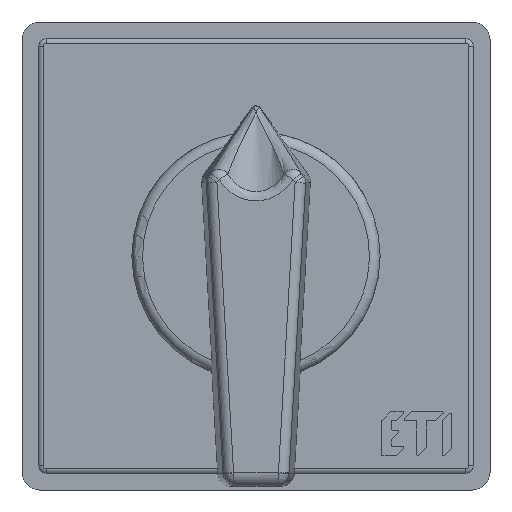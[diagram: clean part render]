
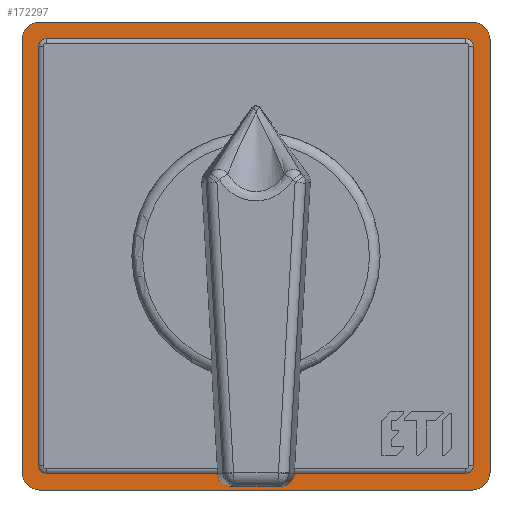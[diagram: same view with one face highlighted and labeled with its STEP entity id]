
A CAD part, front view. The second image highlights one B-rep face of the part: STEP entity #172297.
In plain terms, the highlighted planar face has unit normal (0, -1, 0).
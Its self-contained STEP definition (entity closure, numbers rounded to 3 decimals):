
#171884=DIRECTION('',(0.,0.,-1.));
#171885=VECTOR('',#171884,61.);
#171886=CARTESIAN_POINT('',(26.226,-26.343,
40.917));
#171887=LINE('',#171886,#171885);
#171891=CARTESIAN_POINT('',(23.726,-26.343,
-20.083));
#171892=DIRECTION('',(0.,1.,0.));
#171893=DIRECTION('',(1.,0.,0.));
#171894=AXIS2_PLACEMENT_3D('',#171891,#171892,#171893);
#171899=DIRECTION('',(-1.,0.,0.));
#171900=VECTOR('',#171899,61.);
#171901=CARTESIAN_POINT('',(23.726,-26.343,
-22.583));
#171902=LINE('',#171901,#171900);
#171906=CARTESIAN_POINT('',(-37.274,-26.343,
-20.083));
#171907=DIRECTION('',(0.,1.,0.));
#171908=DIRECTION('',(0.,0.,-1.));
#171909=AXIS2_PLACEMENT_3D('',#171906,#171907,#171908);
#171914=DIRECTION('',(0.,0.,1.));
#171915=VECTOR('',#171914,61.);
#171916=CARTESIAN_POINT('',(-39.774,-26.343,
-20.083));
#171917=LINE('',#171916,#171915);
#171921=CARTESIAN_POINT('',(-37.274,-26.343,
40.917));
#171922=DIRECTION('',(0.,1.,0.));
#171923=DIRECTION('',(-1.,0.,0.));
#171924=AXIS2_PLACEMENT_3D('',#171921,#171922,#171923);
#171929=DIRECTION('',(1.,0.,0.));
#171930=VECTOR('',#171929,61.);
#171931=CARTESIAN_POINT('',(-37.274,-26.343,
43.417));
#171932=LINE('',#171931,#171930);
#171936=CARTESIAN_POINT('',(23.726,-26.343,
40.917));
#171937=DIRECTION('',(0.,1.,0.));
#171938=DIRECTION('',(0.,0.,1.));
#171939=AXIS2_PLACEMENT_3D('',#171936,#171937,#171938);
#171944=CARTESIAN_POINT('',(22.826,-26.343,
-19.183));
#171945=DIRECTION('',(0.,-1.,0.));
#171946=DIRECTION('',(0.,0.,-1.));
#171947=AXIS2_PLACEMENT_3D('',#171944,#171945,#171946);
#171952=CARTESIAN_POINT('',(22.826,-26.343,
40.017));
#171953=DIRECTION('',(0.,-1.,0.));
#171954=DIRECTION('',(1.,0.,0.));
#171955=AXIS2_PLACEMENT_3D('',#171952,#171953,#171954);
#171960=CARTESIAN_POINT('',(-36.374,-26.343,
40.017));
#171961=DIRECTION('',(0.,-1.,0.));
#171962=DIRECTION('',(0.,0.,1.));
#171963=AXIS2_PLACEMENT_3D('',#171960,#171961,#171962);
#171968=CARTESIAN_POINT('',(-36.374,-26.343,
-19.183));
#171969=DIRECTION('',(0.,-1.,0.));
#171970=DIRECTION('',(-1.,0.,0.));
#171971=AXIS2_PLACEMENT_3D('',#171968,#171969,#171970);
#172053=DIRECTION('',(0.,0.,-1.));
#172054=VECTOR('',#172053,59.2);
#172055=CARTESIAN_POINT('',(23.85,-26.343,
40.017));
#172056=LINE('',#172055,#172054);
#172074=DIRECTION('',(1.,0.,0.));
#172075=VECTOR('',#172074,59.2);
#172076=CARTESIAN_POINT('',(-36.374,-26.343,
41.041));
#172077=LINE('',#172076,#172075);
#172095=DIRECTION('',(0.,0.,1.));
#172096=VECTOR('',#172095,59.2);
#172097=CARTESIAN_POINT('',(-37.399,-26.343,
-19.183));
#172098=LINE('',#172097,#172096);
#172116=DIRECTION('',(-1.,0.,0.));
#172117=VECTOR('',#172116,59.2);
#172118=CARTESIAN_POINT('',(22.826,-26.343,
-20.208));
#172119=LINE('',#172118,#172117);
#172155=CARTESIAN_POINT('',(-39.774,-26.343,
-20.083));
#172156=VERTEX_POINT('',#172155);
#172157=CARTESIAN_POINT('',(-39.774,-26.343,
40.917));
#172158=VERTEX_POINT('',#172157);
#172159=CARTESIAN_POINT('',(-37.274,-26.343,
-22.583));
#172160=VERTEX_POINT('',#172159);
#172161=CARTESIAN_POINT('',(26.226,-26.343,
40.917));
#172162=CARTESIAN_POINT('',(26.226,-26.343,
-20.083));
#172163=VERTEX_POINT('',#172161);
#172164=VERTEX_POINT('',#172162);
#172165=CARTESIAN_POINT('',(23.726,-26.343,
-22.583));
#172166=VERTEX_POINT('',#172165);
#172167=CARTESIAN_POINT('',(-37.274,-26.343,
43.417));
#172168=VERTEX_POINT('',#172167);
#172169=CARTESIAN_POINT('',(23.726,-26.343,
43.417));
#172170=VERTEX_POINT('',#172169);
#172171=CARTESIAN_POINT('',(22.826,-26.343,
-20.208));
#172172=CARTESIAN_POINT('',(23.85,-26.343,
-19.183));
#172173=VERTEX_POINT('',#172171);
#172174=VERTEX_POINT('',#172172);
#172175=CARTESIAN_POINT('',(23.85,-26.343,
40.017));
#172176=VERTEX_POINT('',#172175);
#172177=CARTESIAN_POINT('',(22.826,-26.343,
41.041));
#172178=VERTEX_POINT('',#172177);
#172179=CARTESIAN_POINT('',(-36.374,-26.343,
41.041));
#172180=VERTEX_POINT('',#172179);
#172181=CARTESIAN_POINT('',(-37.399,-26.343,
40.017));
#172182=VERTEX_POINT('',#172181);
#172183=CARTESIAN_POINT('',(-37.399,-26.343,
-19.183));
#172184=VERTEX_POINT('',#172183);
#172185=CARTESIAN_POINT('',(-36.374,-26.343,
-20.208));
#172186=VERTEX_POINT('',#172185);
#172258=CARTESIAN_POINT('',(-39.774,-26.343,
43.417));
#172259=DIRECTION('',(0.,1.,0.));
#172260=DIRECTION('',(0.,0.,1.));
#172261=AXIS2_PLACEMENT_3D('',#172258,#172259,#172260);
#172262=PLANE('',#172261);
#172264=ORIENTED_EDGE('',*,*,#172263,.T.);
#172266=ORIENTED_EDGE('',*,*,#172265,.T.);
#172268=ORIENTED_EDGE('',*,*,#172267,.T.);
#172269=ORIENTED_EDGE('',*,*,#172250,.T.);
#172270=ORIENTED_EDGE('',*,*,#172239,.T.);
#172272=ORIENTED_EDGE('',*,*,#172271,.T.);
#172274=ORIENTED_EDGE('',*,*,#172273,.T.);
#172276=ORIENTED_EDGE('',*,*,#172275,.T.);
#172277=EDGE_LOOP('',(#172264,#172266,#172268,#172269,#172270,#172272,#172274,
#172276));
#172278=FACE_OUTER_BOUND('',#172277,.F.);
#172280=ORIENTED_EDGE('',*,*,#172279,.T.);
#172282=ORIENTED_EDGE('',*,*,#172281,.F.);
#172284=ORIENTED_EDGE('',*,*,#172283,.T.);
#172286=ORIENTED_EDGE('',*,*,#172285,.F.);
#172288=ORIENTED_EDGE('',*,*,#172287,.T.);
#172290=ORIENTED_EDGE('',*,*,#172289,.F.);
#172292=ORIENTED_EDGE('',*,*,#172291,.T.);
#172294=ORIENTED_EDGE('',*,*,#172293,.F.);
#172295=EDGE_LOOP('',(#172280,#172282,#172284,#172286,#172288,#172290,#172292,
#172294));
#172296=FACE_BOUND('',#172295,.F.);
#171895=CIRCLE('',#171894,2.5);
#171910=CIRCLE('',#171909,2.5);
#171925=CIRCLE('',#171924,2.5);
#171940=CIRCLE('',#171939,2.5);
#171948=CIRCLE('',#171947,1.024);
#171956=CIRCLE('',#171955,1.024);
#171964=CIRCLE('',#171963,1.024);
#171972=CIRCLE('',#171971,1.024);
#172239=EDGE_CURVE('',#172156,#172158,#171917,.T.);
#172250=EDGE_CURVE('',#172160,#172156,#171910,.T.);
#172263=EDGE_CURVE('',#172163,#172164,#171887,.T.);
#172265=EDGE_CURVE('',#172164,#172166,#171895,.T.);
#172267=EDGE_CURVE('',#172166,#172160,#171902,.T.);
#172271=EDGE_CURVE('',#172158,#172168,#171925,.T.);
#172273=EDGE_CURVE('',#172168,#172170,#171932,.T.);
#172275=EDGE_CURVE('',#172170,#172163,#171940,.T.);
#172279=EDGE_CURVE('',#172173,#172174,#171948,.T.);
#172281=EDGE_CURVE('',#172176,#172174,#172056,.T.);
#172283=EDGE_CURVE('',#172176,#172178,#171956,.T.);
#172285=EDGE_CURVE('',#172180,#172178,#172077,.T.);
#172287=EDGE_CURVE('',#172180,#172182,#171964,.T.);
#172289=EDGE_CURVE('',#172184,#172182,#172098,.T.);
#172291=EDGE_CURVE('',#172184,#172186,#171972,.T.);
#172293=EDGE_CURVE('',#172173,#172186,#172119,.T.);
#172297=ADVANCED_FACE('',(#172278,#172296),#172262,.F.);
